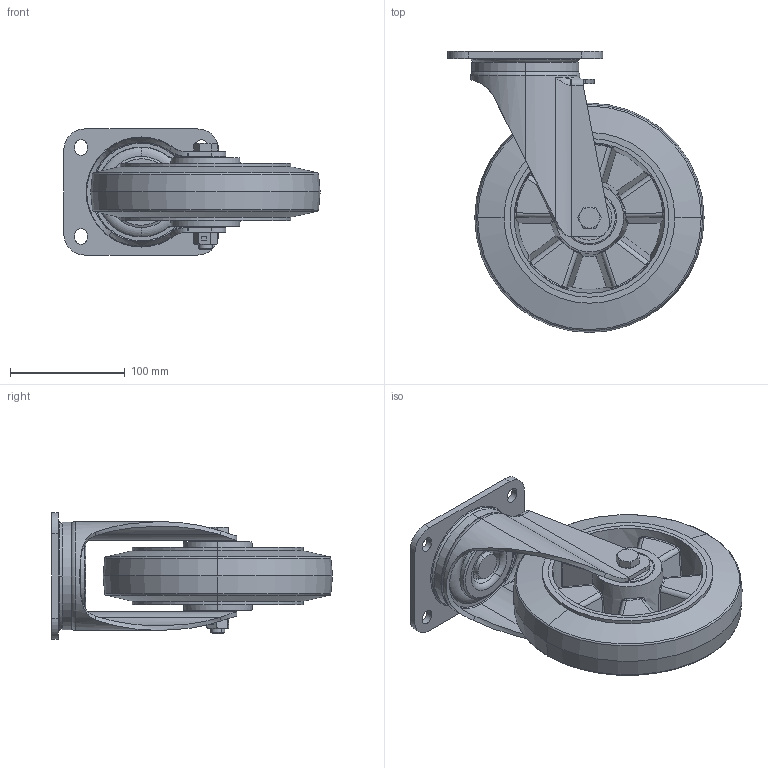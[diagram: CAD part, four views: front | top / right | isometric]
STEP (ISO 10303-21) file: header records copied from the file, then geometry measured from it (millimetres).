
FILE_DESCRIPTION (( 'STEP AP214' ), '1' );
FILE_NAME ('0020253_L-IM-EGA-200-K-3.STEP', '2017-05-17T09:38:24', ( '' ), ( '' ), 'SwSTEP 2.0', 'SolidWorks 2016', '' );
FILE_SCHEMA (( 'AUTOMOTIVE_DESIGN' ));
Length unit declared in the file: millimetre
Products named in the file (1): 0020253_L-IM-EGA-200-K-3
Bounding box: 223.5 x 245 x 110 mm (x, y, z)
Surface area: 272597.4 mm2 (no closed solid volume)
Topology: 0 solids, 24 shells, 611 faces, 1727 edges, 1136 vertices
Faces by surface type: plane 235, cylinder 135, bspline 91, torus 84, cone 66
Entity records: 30490 total; most frequent: CARTESIAN_POINT 8456, DIRECTION 3215, ORIENTED_EDGE 2972, EDGE_CURVE 1723, AXIS2_PLACEMENT_3D 1202, VERTEX_POINT 1136, LINE 811, VECTOR 811
